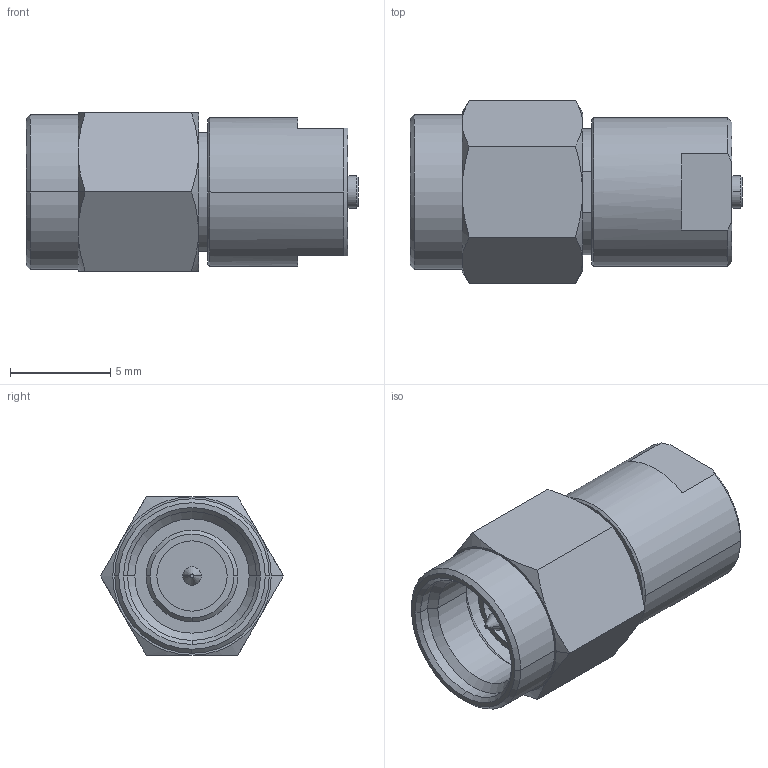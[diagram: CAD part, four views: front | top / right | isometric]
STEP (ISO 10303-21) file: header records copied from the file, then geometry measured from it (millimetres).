
FILE_DESCRIPTION (( 'STEP AP214' ), '1' );
FILE_NAME ('FMCN51275_3D.step', '2024-04-08T16:50:36', ( '' ), ( '' ), 'SwSTEP 2.0', 'SolidWorks 2022', '' );
FILE_SCHEMA (( 'AUTOMOTIVE_DESIGN' ));
Length unit declared in the file: millimetre
Products named in the file (1): FMCN51275_3D
Bounding box: 16.55 x 9.12 x 7.9 mm (x, y, z)
Volume: 606.5 mm3; surface area: 712.4 mm2
Topology: 1 solids, 2 shells, 91 faces, 200 edges, 122 vertices
Faces by surface type: cone 36, cylinder 28, plane 27
Entity records: 2662 total; most frequent: CARTESIAN_POINT 602, DIRECTION 452, ORIENTED_EDGE 400, EDGE_CURVE 200, AXIS2_PLACEMENT_3D 188, VERTEX_POINT 122, EDGE_LOOP 100, CIRCLE 96
